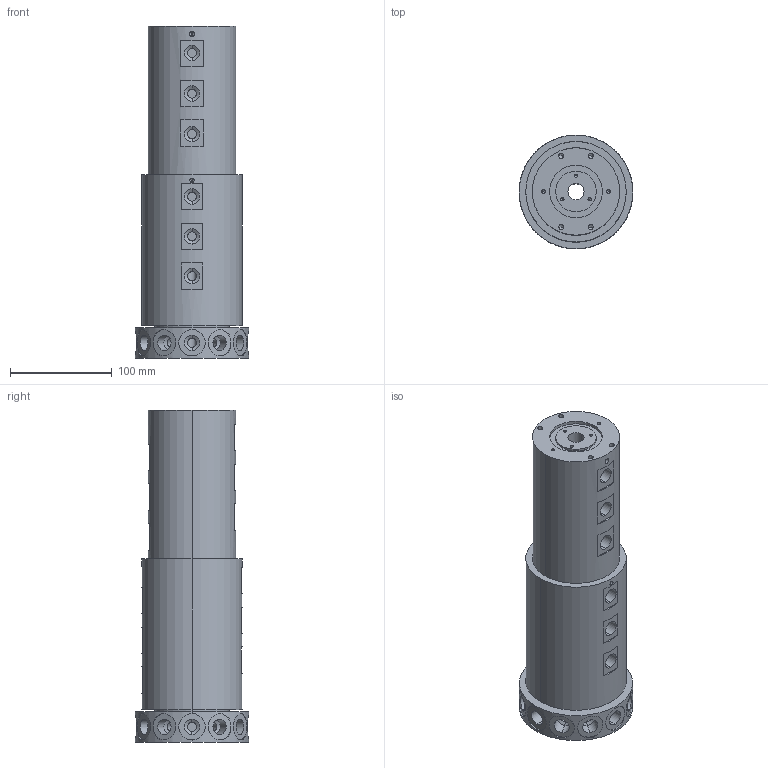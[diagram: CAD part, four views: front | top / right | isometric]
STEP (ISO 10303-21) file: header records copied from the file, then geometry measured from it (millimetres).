
FILE_DESCRIPTION (( 'STEP AP203' ), '1' );
FILE_NAME ('RK123.STEP', '2020-07-25T09:17:24', ( 'gongcheng1' ), ( '' ), 'SwSTEP 2.0', 'SolidWorks 2014', '' );
FILE_SCHEMA (( 'CONFIG_CONTROL_DESIGN' ));
Length unit declared in the file: millimetre
Products named in the file (1): RK123
Bounding box: 112 x 112 x 327 mm (x, y, z)
Volume: 2122843.3 mm3; surface area: 171576.1 mm2
Topology: 1 solids, 1 shells, 333 faces, 720 edges, 423 vertices
Faces by surface type: cylinder 180, plane 79, cone 74
Entity records: 10151 total; most frequent: CARTESIAN_POINT 2833, DIRECTION 1624, ORIENTED_EDGE 1388, EDGE_CURVE 694, AXIS2_PLACEMENT_3D 658, VERTEX_POINT 423, EDGE_LOOP 399, ADVANCED_FACE 333
